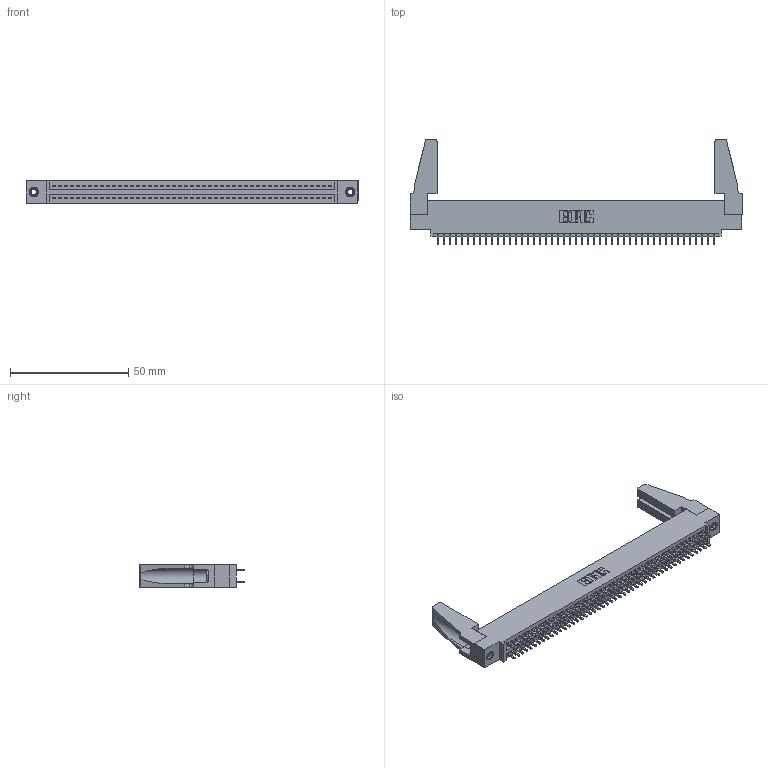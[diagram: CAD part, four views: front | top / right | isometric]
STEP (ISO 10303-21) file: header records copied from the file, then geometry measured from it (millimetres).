
FILE_DESCRIPTION (( 'STEP AP203' ), '1' );
FILE_NAME ('395-094-521-588.STEP', '2019-10-25T21:20:42', ( '' ), ( '' ), 'SwSTEP 2.0', 'SolidWorks 2016', '' );
FILE_SCHEMA (( 'CONFIG_CONTROL_DESIGN' ));
Length unit declared in the file: inch
Products named in the file (5): 345-292-001_345-293-121; 345-250-001_345-250-001-102; 345-220-078_345-220-088; 395-094-521-588; 345 Part_0.110 Offset - 0.156 Dia-TH
Assembly tree (99 placements, depth 2):
  395-094-521-588
    345 Part_0.110 Offset - 0.156 Dia-TH
    345-292-001_345-293-121  x94
    345-250-001_345-250-001-102  x2
    345-220-078_345-220-088  x2
Bounding box: 140.61 x 44.37 x 9.4 mm (x, y, z)
Volume: 16846.6 mm3; surface area: 23156.4 mm2
Topology: 99 solids, 99 shells, 4954 faces, 14673 edges, 9646 vertices
Faces by surface type: plane 3258, cylinder 1680, cone 12, torus 4
Entity records: 38502 total; most frequent: CARTESIAN_POINT 6446, ORIENTED_EDGE 6340, DIRECTION 5682, EDGE_CURVE 3170, LINE 2808, VECTOR 2808, VERTEX_POINT 2106, AXIS2_PLACEMENT_3D 1437
